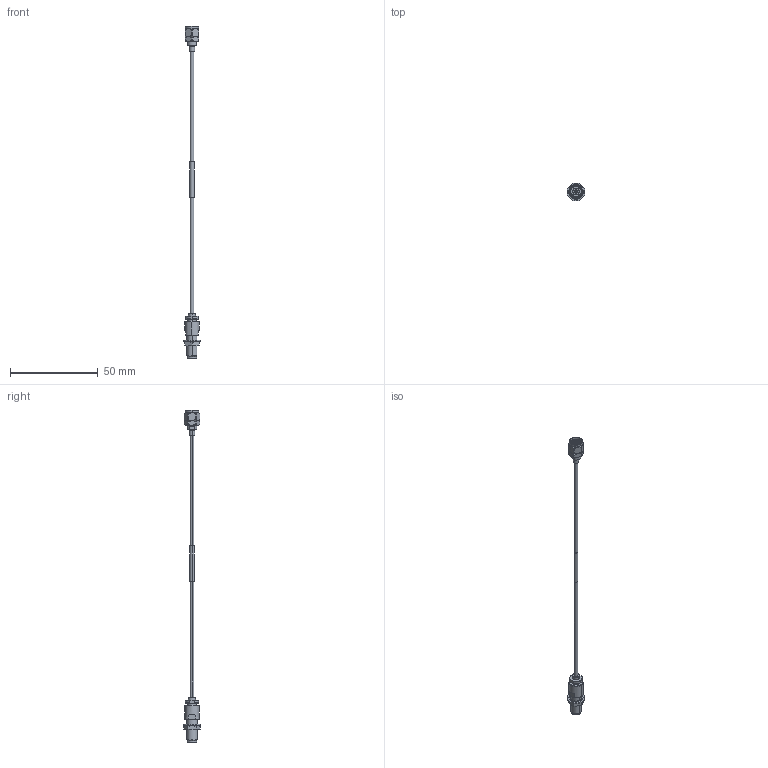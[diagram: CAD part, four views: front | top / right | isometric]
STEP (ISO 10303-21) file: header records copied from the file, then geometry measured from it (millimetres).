
FILE_DESCRIPTION (( 'STEP AP214' ), '1' );
FILE_NAME ('FMCA100334_3D.step', '2025-11-11T18:13:41', ( '' ), ( '' ), 'SwSTEP 2.0', 'SolidWorks 2025', '' );
FILE_SCHEMA (( 'AUTOMOTIVE_DESIGN' ));
Length unit declared in the file: inch
Products named in the file (8): PE45413; upload_pc35-8205s-0085(2)^Copy of PE517796_FMCA100334; PC35-8205S-0085^upload_pc35-8205s-0085(2)_Copy of PE517796_FMCA100334; FMCA100334_3D; Copy of PE517796^FMCA100334; Copy of SMA8500S-4^upload_pc35-8205s-0085(2)_Copy of PE517796_FMCA100334; PE-SR405FL_WITH LABEL; SMA8500S-5^upload_pc35-8205s-0085(2)_Copy of PE517796_FMCA100334
Assembly tree (7 placements, depth 4):
  FMCA100334_3D
    PE-SR405FL_WITH LABEL
    PE45413
    Copy of PE517796^FMCA100334
      upload_pc35-8205s-0085(2)^Copy of PE517796_FMCA100334
        PC35-8205S-0085^upload_pc35-8205s-0085(2)_Copy of PE517796_FMCA100334
        Copy of SMA8500S-4^upload_pc35-8205s-0085(2)_Copy of PE517796_FMCA100334
        SMA8500S-5^upload_pc35-8205s-0085(2)_Copy of PE517796_FMCA100334
Bounding box: 10.2 x 10.2 x 189.61 mm (x, y, z)
Volume: 1862.7 mm3; surface area: 2818.2 mm2
Topology: 7 solids, 7 shells, 254 faces, 622 edges, 401 vertices
Faces by surface type: cylinder 116, plane 83, cone 32, sphere 16, torus 4, bspline 3
Entity records: 9737 total; most frequent: CARTESIAN_POINT 3380, DIRECTION 1350, ORIENTED_EDGE 1244, EDGE_CURVE 622, AXIS2_PLACEMENT_3D 553, VERTEX_POINT 401, CIRCLE 290, EDGE_LOOP 289
